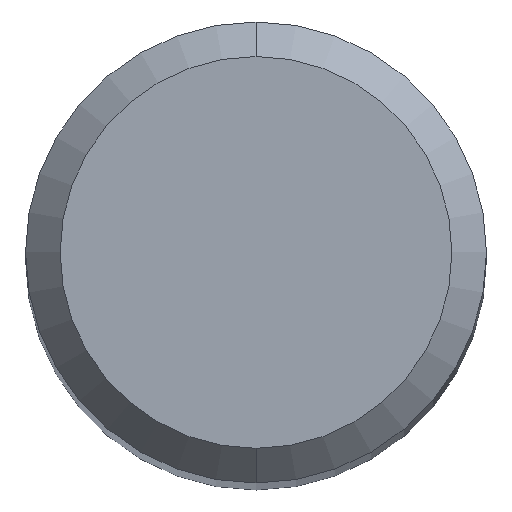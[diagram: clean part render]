
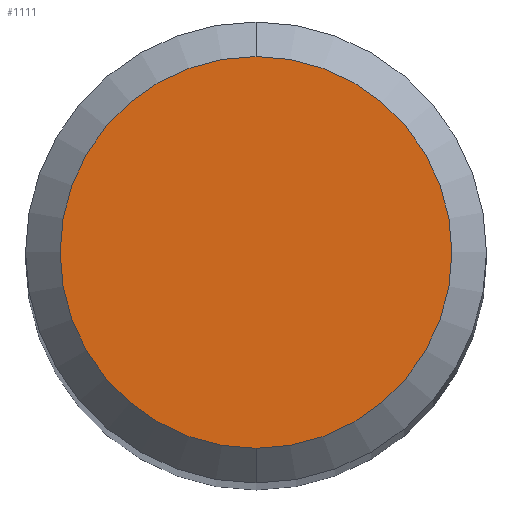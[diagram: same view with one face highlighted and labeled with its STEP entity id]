
A CAD part, top view. The second image highlights one B-rep face of the part: STEP entity #1111.
In plain terms, the highlighted planar face has unit normal (0, 0, 1).
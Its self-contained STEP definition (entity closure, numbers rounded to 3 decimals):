
#485=VERTEX_POINT('',#1293);
#743=EDGE_CURVE('',#485,#1161,#1572,.T.);
#827=EDGE_CURVE('',#1161,#485,#1669,.T.);
#1111=ADVANCED_FACE('',(#1976),#1977,.T.);
#1161=VERTEX_POINT('',#2030);
#1293=CARTESIAN_POINT('',(0.,-1.7,0.0));
#1572=CIRCLE('',#3284,1.7);
#1669=CIRCLE('',#3705,1.7);
#1976=FACE_OUTER_BOUND('',#4823,.T.);
#1977=PLANE('',#4824);
#2030=CARTESIAN_POINT('',(0.0,1.7,0.0));
#3284=AXIS2_PLACEMENT_3D('',#5561,#5562,#5563);
#3705=AXIS2_PLACEMENT_3D('',#5681,#5682,#5683);
#4823=EDGE_LOOP('',(#6023,#6024));
#4824=AXIS2_PLACEMENT_3D('',#6025,#6026,#6027);
#5561=CARTESIAN_POINT('',(0.0,0.0,0.0));
#5562=DIRECTION('',(0.0,0.0,-1.0));
#5563=DIRECTION('',(0.0,1.0,0.0));
#5681=CARTESIAN_POINT('',(0.0,0.0,0.0));
#5682=DIRECTION('',(0.0,0.0,-1.0));
#5683=DIRECTION('',(0.0,1.0,0.0));
#6023=ORIENTED_EDGE('',*,*,#827,.F.);
#6024=ORIENTED_EDGE('',*,*,#743,.F.);
#6025=CARTESIAN_POINT('',(0.0,0.85,0.0));
#6026=DIRECTION('',(-0.0,0.0,1.0));
#6027=DIRECTION('',(0.0,-1.0,0.0));
